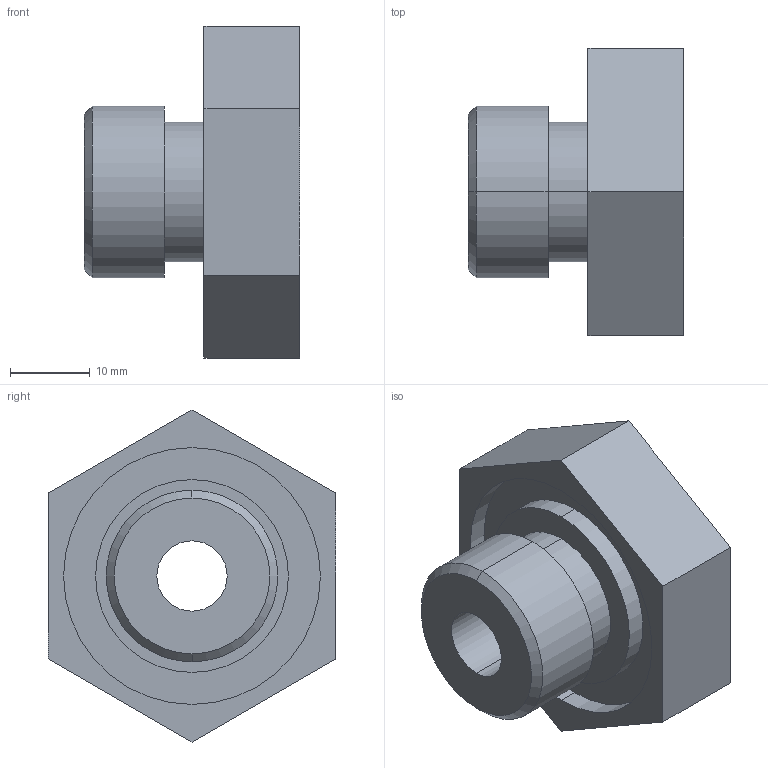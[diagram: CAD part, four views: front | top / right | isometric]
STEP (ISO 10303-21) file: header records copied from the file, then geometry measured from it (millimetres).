
FILE_DESCRIPTION (( 'STEP AP203' ), '1' );
FILE_NAME ('Bouchon charge plug - test vide Folaga.STEP', '2018-08-30T09:15:50', ( 'Utilisateur Windows' ), ( '' ), 'SwSTEP 2.0', 'SolidWorks 2017', '' );
FILE_SCHEMA (( 'CONFIG_CONTROL_DESIGN' ));
Length unit declared in the file: millimetre
Products named in the file (1): Bouchon charge plug - test vide Folaga
Bounding box: 27 x 36 x 41.57 mm (x, y, z)
Volume: 15623.1 mm3; surface area: 5977.1 mm2
Topology: 1 solids, 1 shells, 27 faces, 58 edges, 38 vertices
Faces by surface type: plane 13, cylinder 12, cone 2
Entity records: 823 total; most frequent: DIRECTION 140, CARTESIAN_POINT 124, ORIENTED_EDGE 116, EDGE_CURVE 58, AXIS2_PLACEMENT_3D 54, VERTEX_POINT 38, EDGE_LOOP 34, VECTOR 32
